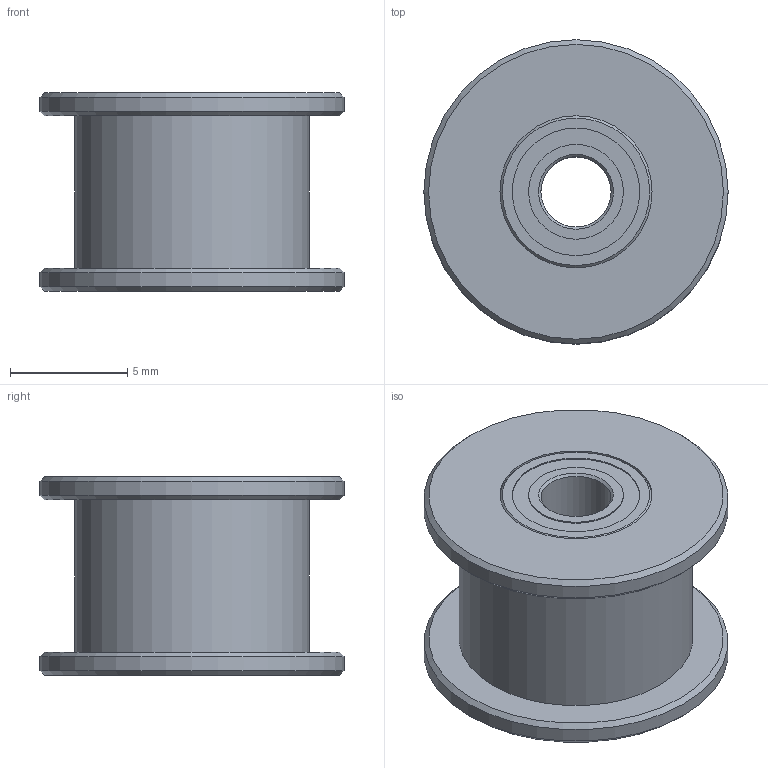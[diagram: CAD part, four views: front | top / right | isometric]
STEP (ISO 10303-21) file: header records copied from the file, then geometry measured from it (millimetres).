
FILE_DESCRIPTION(('FreeCAD Model'),'2;1');
FILE_NAME('idler-wheel_GT2-6mm-16T-flat_bore_3.step','2019-10-20T08:59:20',('Sisil Galog'),(''), 'Open CASCADE STEP processor 7.3','FreeCAD','Unknown');
FILE_SCHEMA(('CONFIG_CONTROL_DESIGN','SHAPE_APPEARANCE_LAYER_MIM'));
Length unit declared in the file: millimetre
Products named in the file (1): idler-wheel_GT2-6mm-16T-flat_bore_3_001
Bounding box: 13 x 13 x 8.5 mm (x, y, z)
Volume: 709.9 mm3; surface area: 1213.8 mm2
Topology: 5 solids, 5 shells, 56 faces, 90 edges, 56 vertices
Faces by surface type: plane 22, cylinder 22, cone 12
Full cylindrical faces by diameter (mm): 3 x2, 4.05 x6, 5 x1, 5.45 x6, 6.5 x4, 10 x1, 13 x2
Entity records: 2830 total; most frequent: CARTESIAN_POINT 479, DIRECTION 344, ORIENTED_EDGE 180, PCURVE 180, DEFINITIONAL_REPRESENTATION 180, AXIS2_PLACEMENT_3D 113, CIRCLE 100, B_SPLINE_CURVE_WITH_KNOTS 96
